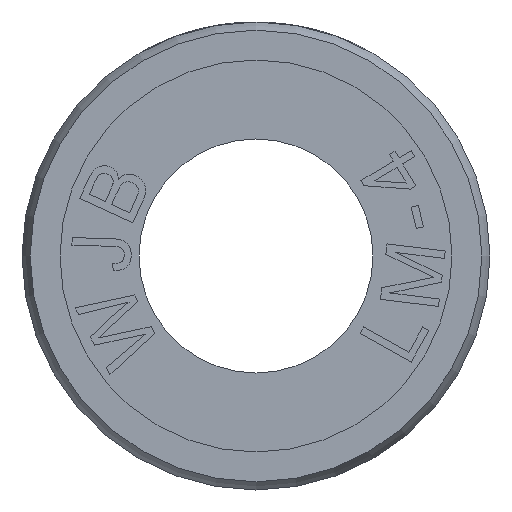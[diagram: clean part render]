
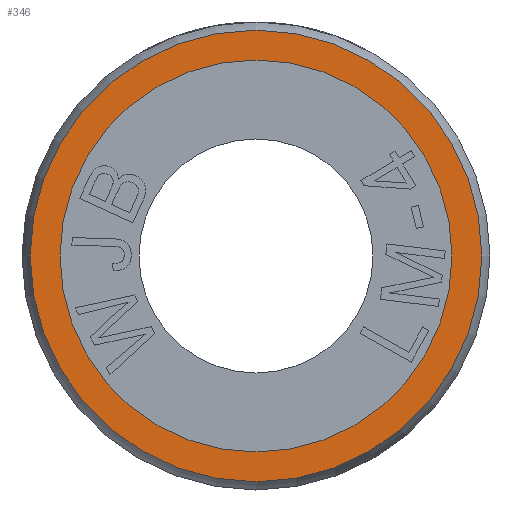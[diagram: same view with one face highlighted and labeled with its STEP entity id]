
A CAD part, left-side view. The second image highlights one B-rep face of the part: STEP entity #346.
In plain terms, the highlighted planar face has unit normal (-1, 0, 0).
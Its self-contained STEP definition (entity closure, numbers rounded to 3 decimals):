
#346=ADVANCED_FACE('',(#825,#826),#581,.T.);
#581=PLANE('',#4374);
#769=CIRCLE('',#4371,3.86);
#770=CIRCLE('',#4373,3.35);
#825=FACE_BOUND('',#881,.T.);
#826=FACE_BOUND('',#882,.T.);
#881=EDGE_LOOP('',(#2043));
#882=EDGE_LOOP('',(#2044));
#2043=ORIENTED_EDGE('',*,*,#3653,.T.);
#2044=ORIENTED_EDGE('',*,*,#3654,.F.);
#3247=VERTEX_POINT('',#6219);
#3248=VERTEX_POINT('',#6222);
#3653=EDGE_CURVE('',#3247,#3247,#769,.T.);
#3654=EDGE_CURVE('',#3248,#3248,#770,.T.);
#4371=AXIS2_PLACEMENT_3D('',#6218,#4759,#4760);
#4373=AXIS2_PLACEMENT_3D('',#6221,#4763,#4764);
#4374=AXIS2_PLACEMENT_3D('',#6223,#4765,#4766);
#4759=DIRECTION('',(-1.,0.,0.));
#4760=DIRECTION('',(0.,0.,1.));
#4763=DIRECTION('',(-1.,0.,0.));
#4764=DIRECTION('',(0.,0.,1.));
#4765=DIRECTION('',(-1.,0.,0.));
#4766=DIRECTION('',(0.,0.,1.));
#6218=CARTESIAN_POINT('',(0.,0.,0.));
#6219=CARTESIAN_POINT('',(0.,0.,3.86));
#6221=CARTESIAN_POINT('',(0.,0.,0.));
#6222=CARTESIAN_POINT('',(0.,0.,3.35));
#6223=CARTESIAN_POINT('',(0.,0.,3.605));
